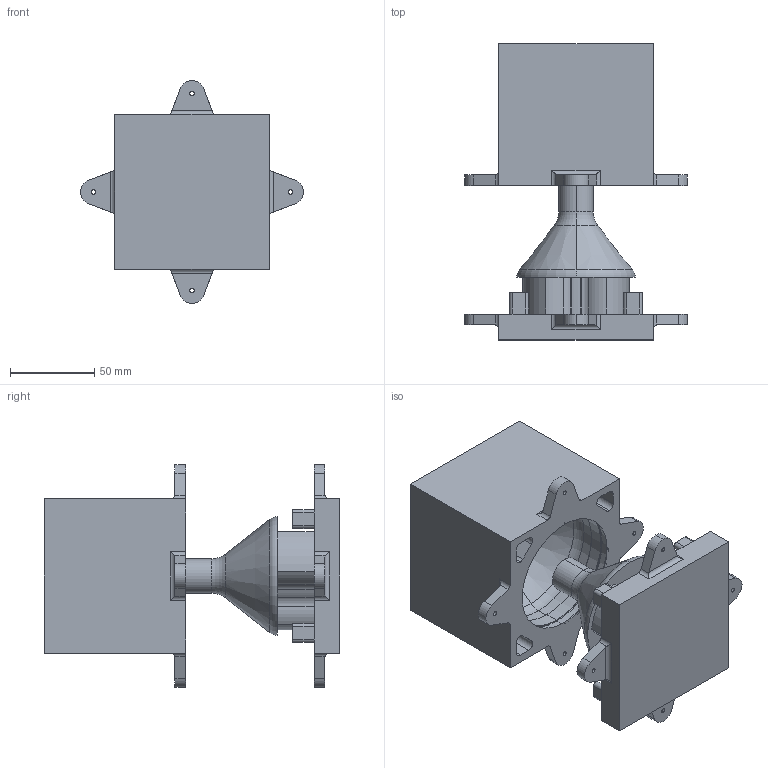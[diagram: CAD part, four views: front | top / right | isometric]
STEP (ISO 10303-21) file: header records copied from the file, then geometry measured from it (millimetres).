
FILE_DESCRIPTION (( 'STEP AP214' ), '1' );
FILE_NAME ('CV boot mold ribless assembly.STEP', '2025-05-06T23:25:40', ( '' ), ( '' ), 'SwSTEP 2.0', 'SolidWorks 2023', '' );
FILE_SCHEMA (( 'AUTOMOTIVE_DESIGN' ));
Length unit declared in the file: inch
Products named in the file (3): CV boot mold ribless assembly; cavity v4_mold; core v4_mold
Assembly tree (2 placements, depth 2):
  CV boot mold ribless assembly
    core v4_mold
    cavity v4_mold
Bounding box: 131.95 x 175.26 x 131.95 mm (x, y, z)
Volume: 775635.7 mm3; surface area: 103259.6 mm2
Topology: 2 solids, 2 shells, 212 faces, 553 edges, 360 vertices
Faces by surface type: cylinder 113, plane 75, torus 20, cone 4
Entity records: 6695 total; most frequent: CARTESIAN_POINT 1226, DIRECTION 1191, ORIENTED_EDGE 1106, EDGE_CURVE 553, AXIS2_PLACEMENT_3D 453, VERTEX_POINT 360, VECTOR 285, LINE 285
